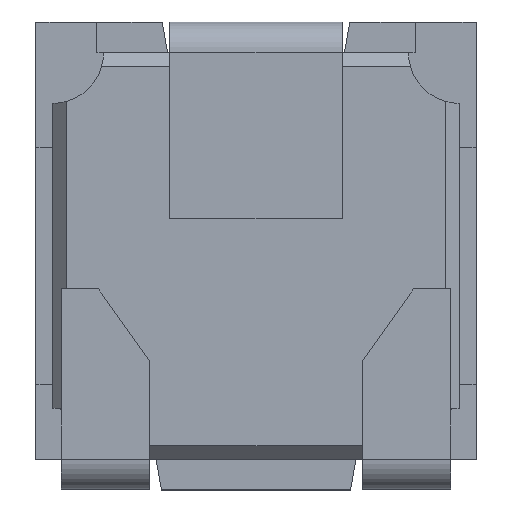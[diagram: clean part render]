
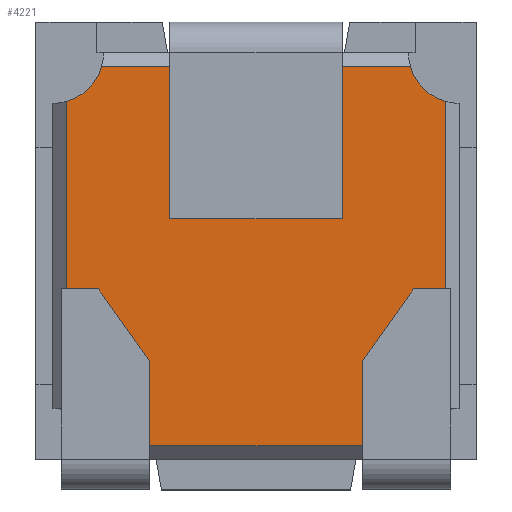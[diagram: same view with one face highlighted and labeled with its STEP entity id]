
A CAD part, top view. The second image highlights one B-rep face of the part: STEP entity #4221.
In plain terms, the highlighted planar face has unit normal (0, 0, 1).
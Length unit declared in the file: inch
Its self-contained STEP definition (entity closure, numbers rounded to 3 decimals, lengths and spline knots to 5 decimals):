
#1066=CARTESIAN_POINT('',(-0.06,0.063,0.0638));
#1067=DIRECTION('',(0.,0.,-1.));
#1068=DIRECTION('',(0.964,-0.267,0.));
#1069=AXIS2_PLACEMENT_3D('',#1066,#1067,#1068);
#1071=DIRECTION('',(-1.,0.,0.));
#1072=VECTOR('',#1071,0.09109);
#1073=CARTESIAN_POINT('',(0.04554,0.059,0.0638));
#1074=LINE('',#1073,#1072);
#1075=CARTESIAN_POINT('',(0.06,0.063,0.0638));
#1076=DIRECTION('',(0.,0.,-1.));
#1077=DIRECTION('',(-0.267,-0.964,0.));
#1078=AXIS2_PLACEMENT_3D('',#1075,#1076,#1077);
#1080=DIRECTION('',(0.,-1.,0.));
#1081=VECTOR('',#1080,0.09109);
#1082=CARTESIAN_POINT('',(0.056,0.04854,0.0638));
#1083=LINE('',#1082,#1081);
#1084=CARTESIAN_POINT('',(0.06,-0.057,0.0638));
#1085=DIRECTION('',(0.,0.,-1.));
#1086=DIRECTION('',(-0.964,0.267,0.));
#1087=AXIS2_PLACEMENT_3D('',#1084,#1085,#1086);
#1089=DIRECTION('',(-1.,0.,0.));
#1090=VECTOR('',#1089,0.09109);
#1091=CARTESIAN_POINT('',(0.04554,-0.053,0.0638));
#1092=LINE('',#1091,#1090);
#1093=CARTESIAN_POINT('',(-0.06,-0.057,0.0638));
#1094=DIRECTION('',(0.,0.,-1.));
#1095=DIRECTION('',(0.267,0.964,0.));
#1096=AXIS2_PLACEMENT_3D('',#1093,#1094,#1095);
#1098=DIRECTION('',(0.,-1.,0.));
#1099=VECTOR('',#1098,0.09109);
#1100=CARTESIAN_POINT('',(-0.056,0.04854,0.0638));
#1101=LINE('',#1100,#1099);
#2366=CARTESIAN_POINT('',(-0.04554,0.059,0.0638));
#2367=CARTESIAN_POINT('',(-0.056,0.04854,0.0638));
#2368=VERTEX_POINT('',#2366);
#2369=VERTEX_POINT('',#2367);
#2370=CARTESIAN_POINT('',(-0.056,-0.04254,0.0638));
#2371=CARTESIAN_POINT('',(-0.04554,-0.053,0.0638));
#2372=VERTEX_POINT('',#2370);
#2373=VERTEX_POINT('',#2371);
#2374=CARTESIAN_POINT('',(0.04554,-0.053,0.0638));
#2375=CARTESIAN_POINT('',(0.056,-0.04254,0.0638));
#2376=VERTEX_POINT('',#2374);
#2377=VERTEX_POINT('',#2375);
#2378=CARTESIAN_POINT('',(0.056,0.04854,0.0638));
#2379=CARTESIAN_POINT('',(0.04554,0.059,0.0638));
#2380=VERTEX_POINT('',#2378);
#2381=VERTEX_POINT('',#2379);
#4201=CARTESIAN_POINT('',(0.,0.,0.0638));
#4202=DIRECTION('',(0.,0.,1.));
#4203=DIRECTION('',(-1.,0.,0.));
#4204=AXIS2_PLACEMENT_3D('',#4201,#4202,#4203);
#4205=PLANE('',#4204);
#4206=ORIENTED_EDGE('',*,*,#3192,.F.);
#4208=ORIENTED_EDGE('',*,*,#4207,.F.);
#4210=ORIENTED_EDGE('',*,*,#4209,.F.);
#4212=ORIENTED_EDGE('',*,*,#4211,.T.);
#4214=ORIENTED_EDGE('',*,*,#4213,.F.);
#4216=ORIENTED_EDGE('',*,*,#4215,.T.);
#4217=ORIENTED_EDGE('',*,*,#4176,.F.);
#4218=ORIENTED_EDGE('',*,*,#4194,.F.);
#4219=EDGE_LOOP('',(#4206,#4208,#4210,#4212,#4214,#4216,#4217,#4218));
#4220=FACE_OUTER_BOUND('',#4219,.F.);
#4221=ADVANCED_FACE('',(#4220),#4205,.T.);
#1070=CIRCLE('',#1069,0.015);
#1079=CIRCLE('',#1078,0.015);
#1088=CIRCLE('',#1087,0.015);
#1097=CIRCLE('',#1096,0.015);
#3192=EDGE_CURVE('',#2368,#2369,#1070,.T.);
#4176=EDGE_CURVE('',#2372,#2373,#1097,.T.);
#4194=EDGE_CURVE('',#2369,#2372,#1101,.T.);
#4207=EDGE_CURVE('',#2381,#2368,#1074,.T.);
#4209=EDGE_CURVE('',#2380,#2381,#1079,.T.);
#4211=EDGE_CURVE('',#2380,#2377,#1083,.T.);
#4213=EDGE_CURVE('',#2376,#2377,#1088,.T.);
#4215=EDGE_CURVE('',#2376,#2373,#1092,.T.);
